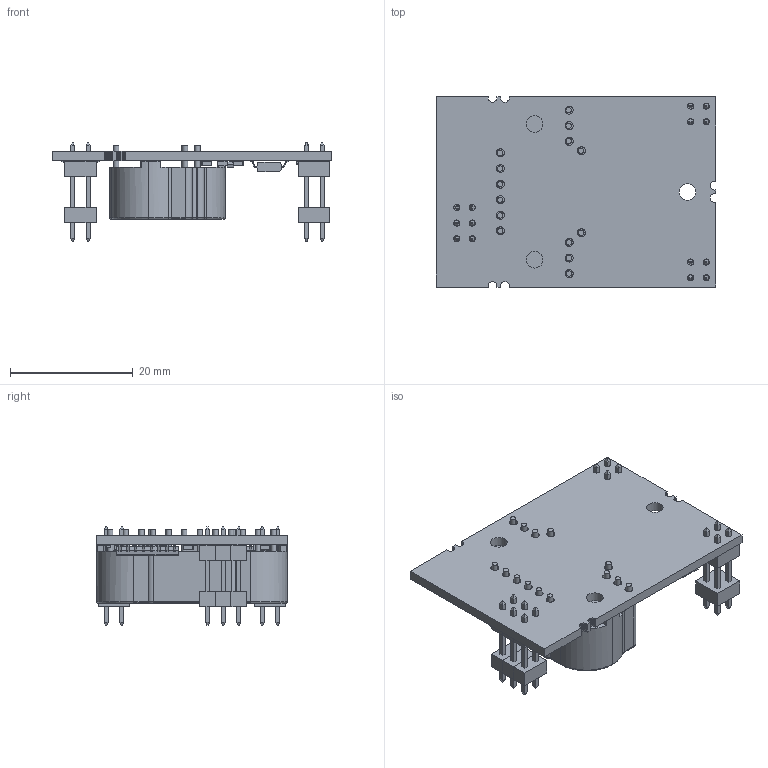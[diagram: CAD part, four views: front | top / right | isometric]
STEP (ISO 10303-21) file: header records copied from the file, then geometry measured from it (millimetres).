
FILE_DESCRIPTION(/* description */ ('Alibre Inc.'),/* implementation_level */ '2;1');
FILE_NAME(/* name */ 'export0',/* time_stamp */ '2014-11-11T11:21:34+01:00',/* author */ (''),/* organization */ (''),/* preprocessor_version */ 'ST-DEVELOPER v14',/* originating_system */ 'Alibre',/* authorisation */ '');
FILE_SCHEMA (('AUTOMOTIVE_DESIGN'));
Length unit declared in the file: millimetre
Bounding box: 45.47 x 31.01 x 16 mm (x, y, z)
Volume: 6778.1 mm3; surface area: 7607.5 mm2
Topology: 94 solids, 94 shells, 2209 faces, 5576 edges, 3506 vertices
Faces by surface type: plane 1584, cylinder 532, bspline 72, torus 17, cone 4
Full cylindrical faces by diameter (mm): 0.2 x2, 0.88 x14, 1 x17, 1.3 x14, 2.7 x3
Entity records: 24421 total; most frequent: CARTESIAN_POINT 4441, ORIENTED_EDGE 3868, DIRECTION 3686, EDGE_CURVE 1934, VECTOR 1476, LINE 1476, AXIS2_PLACEMENT_3D 1357, VERTEX_POINT 1242
